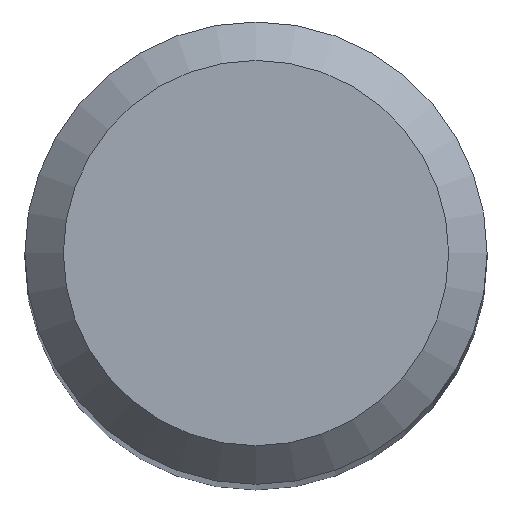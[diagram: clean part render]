
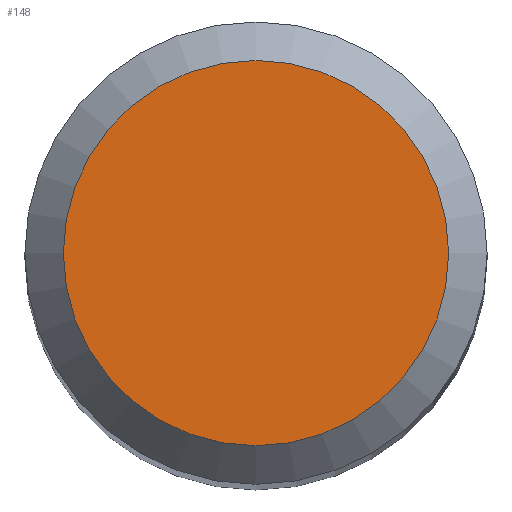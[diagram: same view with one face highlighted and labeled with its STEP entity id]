
A CAD part, top view. The second image highlights one B-rep face of the part: STEP entity #148.
In plain terms, the highlighted planar face has unit normal (0, 0, 1).
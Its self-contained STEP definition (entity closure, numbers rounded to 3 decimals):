
#9 = EDGE_CURVE ( 'NONE', #176, #176, #192, .T. ) ;
#30 = DIRECTION ( 'NONE',  ( 0., 1., 0. ) ) ;
#55 = CARTESIAN_POINT ( 'NONE',  ( 0., 0., 50. ) ) ;
#56 = AXIS2_PLACEMENT_3D ( 'NONE', #55, #179, #93 ) ;
#57 = DIRECTION ( 'NONE',  ( 0., 0., -1. ) ) ;
#58 = ORIENTED_EDGE ( 'NONE', *, *, #9, .F. ) ;
#62 = AXIS2_PLACEMENT_3D ( 'NONE', #214, #57, #30 ) ;
#93 = DIRECTION ( 'NONE',  ( 0., 1., 0. ) ) ;
#110 = PLANE ( 'NONE',  #56 ) ;
#148 = ADVANCED_FACE ( 'NONE', ( #149 ), #110, .F. ) ;
#149 = FACE_OUTER_BOUND ( 'NONE', #185, .T. ) ;
#155 = CARTESIAN_POINT ( 'NONE',  ( 0., 2.5, 50. ) ) ;
#176 = VERTEX_POINT ( 'NONE', #155 ) ;
#179 = DIRECTION ( 'NONE',  ( 0., 0., -1. ) ) ;
#185 = EDGE_LOOP ( 'NONE', ( #58 ) ) ;
#192 = CIRCLE ( 'NONE', #62, 2.5 ) ;
#214 = CARTESIAN_POINT ( 'NONE',  ( 0., 0., 50. ) ) ;
